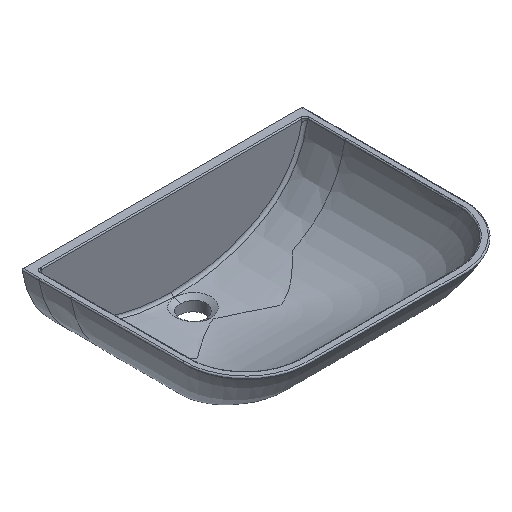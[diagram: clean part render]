
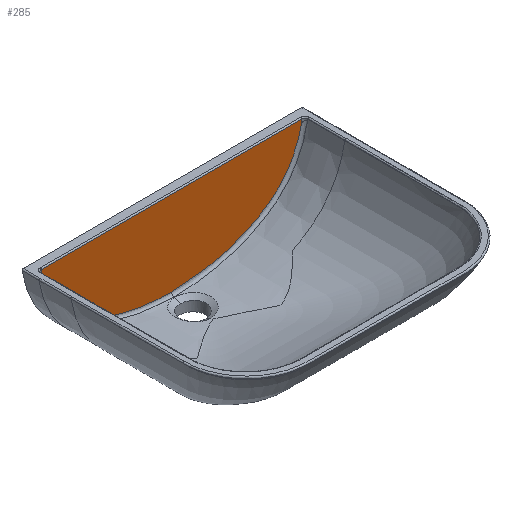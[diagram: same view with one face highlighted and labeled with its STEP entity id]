
A CAD part, isometric view. The second image highlights one B-rep face of the part: STEP entity #285.
In plain terms, the highlighted planar face has unit normal (0, -1, 0).
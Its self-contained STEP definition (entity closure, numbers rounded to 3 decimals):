
#156=B_SPLINE_CURVE_WITH_KNOTS('',3,(#17914,#17915,#17916,#17917,#17918,
#17919,#17920,#17921,#17922,#17923,#17924,#17925,#17926,#17927,#17928,#17929,
#17930,#17931,#17932,#17933,#17934,#17935),.UNSPECIFIED.,.F.,.F.,(4,2,2,
2,2,2,2,2,2,2,4),(0.,0.062,0.125,0.25,0.313,0.375,0.438,0.5,
0.625,0.75,1.),.UNSPECIFIED.);
#157=B_SPLINE_CURVE_WITH_KNOTS('',3,(#17938,#17939,#17940,#17941,#17942,
#17943,#17944,#17945,#17946,#17947,#17948,#17949,#17950,#17951,#17952,#17953,
#17954,#17955,#17956,#17957),.UNSPECIFIED.,.F.,.F.,(4,2,2,2,2,2,2,2,2,4),
(0.,0.25,0.375,0.5,0.563,
0.625,0.75,0.813,0.875,1.),.UNSPECIFIED.);
#285=ADVANCED_FACE('',(#410),#358,.T.);
#358=PLANE('',#1705);
#410=FACE_OUTER_BOUND('',#495,.T.);
#495=EDGE_LOOP('',(#679,#680,#681,#682,#683));
#679=ORIENTED_EDGE('',*,*,#1275,.T.);
#680=ORIENTED_EDGE('',*,*,#1276,.T.);
#681=ORIENTED_EDGE('',*,*,#1277,.F.);
#682=ORIENTED_EDGE('',*,*,#1278,.T.);
#683=ORIENTED_EDGE('',*,*,#1279,.T.);
#1109=VERTEX_POINT('',#17936);
#1110=VERTEX_POINT('',#17937);
#1111=VERTEX_POINT('',#17958);
#1112=VERTEX_POINT('',#17960);
#1113=VERTEX_POINT('',#17962);
#1275=EDGE_CURVE('',#1109,#1110,#156,.T.);
#1276=EDGE_CURVE('',#1110,#1111,#157,.T.);
#1277=EDGE_CURVE('',#1112,#1111,#1463,.T.);
#1278=EDGE_CURVE('',#1112,#1113,#1464,.T.);
#1279=EDGE_CURVE('',#1113,#1109,#1465,.T.);
#1463=LINE('',#17959,#1595);
#1464=LINE('',#17961,#1596);
#1465=LINE('',#17963,#1597);
#1595=VECTOR('',#1911,1.);
#1596=VECTOR('',#1912,1.);
#1597=VECTOR('',#1913,1.);
#1705=AXIS2_PLACEMENT_3D('',#17964,#1914,#1915);
#1911=DIRECTION('',(0.,0.,-1.));
#1912=DIRECTION('',(-1.,0.,0.));
#1913=DIRECTION('',(0.,0.,-1.));
#1914=DIRECTION('',(0.,-1.,0.));
#1915=DIRECTION('',(0.,0.,-1.));
#17914=CARTESIAN_POINT('',(141.94,185.987,-7.135));
#17915=CARTESIAN_POINT('',(143.233,185.987,-13.236));
#17916=CARTESIAN_POINT('',(144.794,185.987,-19.257));
#17917=CARTESIAN_POINT('',(148.533,185.987,-31.115));
#17918=CARTESIAN_POINT('',(150.724,185.987,-36.98));
#17919=CARTESIAN_POINT('',(158.235,185.987,-54.008));
#17920=CARTESIAN_POINT('',(164.488,185.987,-64.61));
#17921=CARTESIAN_POINT('',(175.94,185.987,-79.265));
#17922=CARTESIAN_POINT('',(180.12,185.987,-83.948));
#17923=CARTESIAN_POINT('',(188.954,185.987,-92.664));
#17924=CARTESIAN_POINT('',(193.63,185.987,-96.729));
#17925=CARTESIAN_POINT('',(203.468,185.987,-104.315));
#17926=CARTESIAN_POINT('',(208.646,185.987,-107.844));
#17927=CARTESIAN_POINT('',(219.239,185.987,-114.275));
#17928=CARTESIAN_POINT('',(224.647,185.987,-117.256));
#17929=CARTESIAN_POINT('',(241.129,185.987,-125.654));
#17930=CARTESIAN_POINT('',(252.491,185.987,-130.467));
#17931=CARTESIAN_POINT('',(275.917,185.987,-138.611));
#17932=CARTESIAN_POINT('',(287.913,185.987,-141.91));
#17933=CARTESIAN_POINT('',(324.024,185.987,-149.632));
#17934=CARTESIAN_POINT('',(348.516,185.987,-151.992));
#17935=CARTESIAN_POINT('',(373.322,185.987,-152.266));
#17936=CARTESIAN_POINT('',(141.94,185.987,-7.135));
#17937=CARTESIAN_POINT('',(373.322,185.987,-152.266));
#17938=CARTESIAN_POINT('',(373.322,185.987,-152.266));
#17939=CARTESIAN_POINT('',(398.152,185.987,-151.991));
#17940=CARTESIAN_POINT('',(422.74,185.987,-149.631));
#17941=CARTESIAN_POINT('',(459.126,185.987,-141.814));
#17942=CARTESIAN_POINT('',(471.091,185.987,-138.497));
#17943=CARTESIAN_POINT('',(494.292,185.987,-130.407));
#17944=CARTESIAN_POINT('',(505.581,185.987,-125.622));
#17945=CARTESIAN_POINT('',(522.009,185.987,-117.249));
#17946=CARTESIAN_POINT('',(527.408,185.987,-114.273));
#17947=CARTESIAN_POINT('',(538.002,185.987,-107.842));
#17948=CARTESIAN_POINT('',(543.19,185.987,-104.306));
#17949=CARTESIAN_POINT('',(557.91,185.987,-92.955));
#17950=CARTESIAN_POINT('',(566.727,185.987,-84.33));
#17951=CARTESIAN_POINT('',(578.264,185.987,-69.604));
#17952=CARTESIAN_POINT('',(581.787,185.987,-64.44));
#17953=CARTESIAN_POINT('',(588.103,185.987,-53.814));
#17954=CARTESIAN_POINT('',(590.917,185.987,-48.323));
#17955=CARTESIAN_POINT('',(598.401,185.987,-31.362));
#17956=CARTESIAN_POINT('',(602.116,185.987,-19.354));
#17957=CARTESIAN_POINT('',(604.704,185.987,-7.135));
#17958=CARTESIAN_POINT('',(604.704,185.987,-7.135));
#17959=CARTESIAN_POINT('',(604.704,185.987,-8.));
#17960=CARTESIAN_POINT('',(604.704,185.987,-2.02));
#17961=CARTESIAN_POINT('',(151.366,185.987,-2.));
#17962=CARTESIAN_POINT('',(141.94,185.987,-2.021));
#17963=CARTESIAN_POINT('',(141.94,185.987,-8.));
#17964=CARTESIAN_POINT('',(151.366,185.987,-8.));
